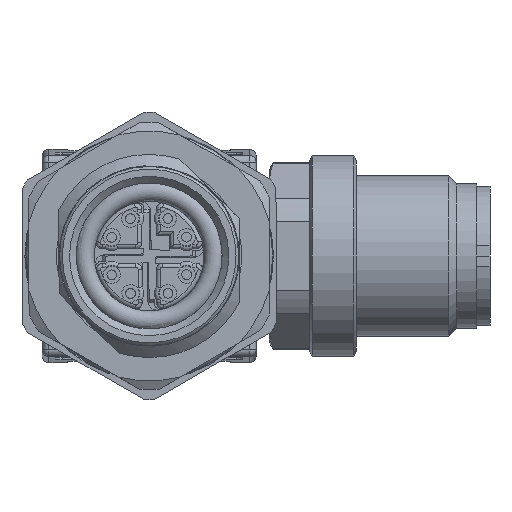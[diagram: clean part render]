
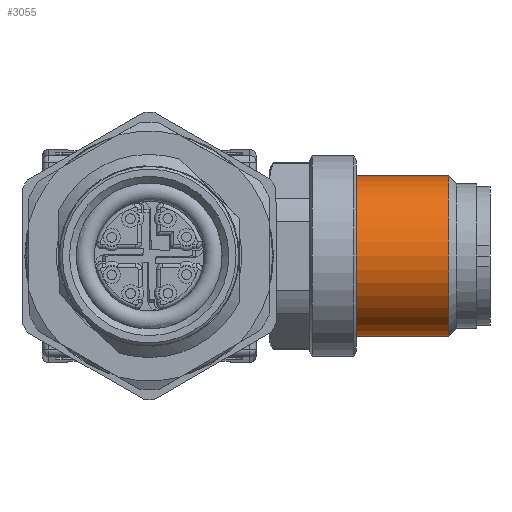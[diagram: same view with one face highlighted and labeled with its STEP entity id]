
A CAD part, front view. The second image highlights one B-rep face of the part: STEP entity #3055.
In plain terms, the highlighted cylindrical face has radius 6 mm (diameter 12 mm), a full revolution.
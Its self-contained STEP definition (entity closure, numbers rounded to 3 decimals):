
#2543=CYLINDRICAL_SURFACE('',#10975,6.);
#3055=ADVANCED_FACE('',(#3368,#3369),#2543,.T.);
#3368=FACE_BOUND('',#4009,.T.);
#3369=FACE_BOUND('',#4010,.T.);
#4009=EDGE_LOOP('',(#6410));
#4010=EDGE_LOOP('',(#6411));
#6410=ORIENTED_EDGE('',*,*,#9141,.F.);
#6411=ORIENTED_EDGE('',*,*,#9140,.T.);
#7775=VERTEX_POINT('',#18712);
#7776=VERTEX_POINT('',#18715);
#9140=EDGE_CURVE('',#7775,#7775,#9928,.T.);
#9141=EDGE_CURVE('',#7776,#7776,#9929,.T.);
#9928=CIRCLE('',#10972,6.);
#9929=CIRCLE('',#10974,6.);
#10972=AXIS2_PLACEMENT_3D('',#18711,#13604,#13605);
#10974=AXIS2_PLACEMENT_3D('',#18714,#13608,#13609);
#10975=AXIS2_PLACEMENT_3D('',#18716,#13610,#13611);
#13604=DIRECTION('',(1.,0.,0.));
#13605=DIRECTION('',(0.,-0.5,-0.866));
#13608=DIRECTION('',(1.,0.,0.));
#13609=DIRECTION('',(0.,-0.5,-0.866));
#13610=DIRECTION('',(1.,0.,0.));
#13611=DIRECTION('',(0.,0.5,0.866));
#18711=CARTESIAN_POINT('',(65.5,156.501,0.));
#18712=CARTESIAN_POINT('',(65.5,153.501,-5.196));
#18714=CARTESIAN_POINT('',(72.4,156.501,0.));
#18715=CARTESIAN_POINT('',(72.4,153.501,-5.196));
#18716=CARTESIAN_POINT('',(74.5,156.501,0.));
